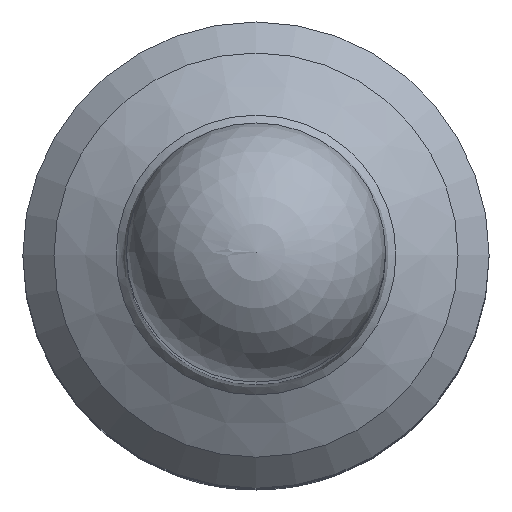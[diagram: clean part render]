
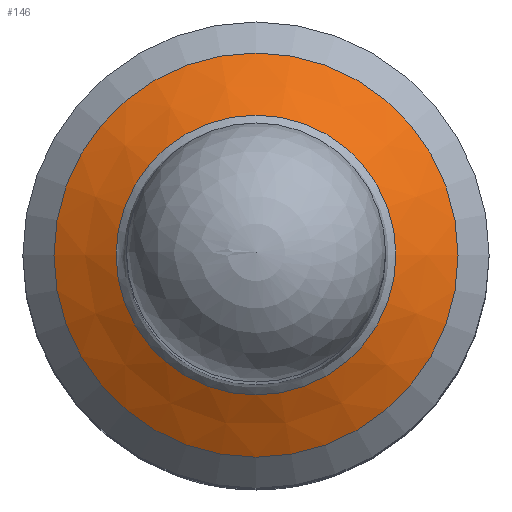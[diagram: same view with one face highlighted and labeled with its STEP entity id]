
A CAD part, top view. The second image highlights one B-rep face of the part: STEP entity #146.
In plain terms, the highlighted conical face has half-angle 60 degrees and reference radius 1.35 mm.
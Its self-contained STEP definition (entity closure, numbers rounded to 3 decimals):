
#70=CONICAL_SURFACE('',#414,1.35,60.);
#92=FACE_BOUND('',#190,.T.);
#93=FACE_BOUND('',#191,.T.);
#127=CIRCLE('',#412,1.35);
#128=CIRCLE('',#413,1.95);
#146=ADVANCED_FACE('',(#92,#93),#70,.T.);
#190=EDGE_LOOP('',(#263));
#191=EDGE_LOOP('',(#264));
#263=ORIENTED_EDGE('',*,*,#348,.F.);
#264=ORIENTED_EDGE('',*,*,#347,.T.);
#314=VERTEX_POINT('',#683);
#315=VERTEX_POINT('',#706);
#347=EDGE_CURVE('',#314,#314,#127,.T.);
#348=EDGE_CURVE('',#315,#315,#128,.T.);
#412=AXIS2_PLACEMENT_3D('',#682,#475,#476);
#413=AXIS2_PLACEMENT_3D('',#705,#477,#478);
#414=AXIS2_PLACEMENT_3D('',#707,#479,#480);
#475=DIRECTION('',(0.,0.,-1.));
#476=DIRECTION('',(-1.,0.,0.));
#477=DIRECTION('',(0.,0.,-1.));
#478=DIRECTION('',(-1.,0.,0.));
#479=DIRECTION('',(0.,0.,-1.));
#480=DIRECTION('',(-1.,0.,0.));
#682=CARTESIAN_POINT('',(0.,0.,9.842));
#683=CARTESIAN_POINT('',(-1.35,0.,9.842));
#705=CARTESIAN_POINT('',(0.,0.,9.496));
#706=CARTESIAN_POINT('',(-1.95,0.,9.496));
#707=CARTESIAN_POINT('',(0.,0.,9.842));
